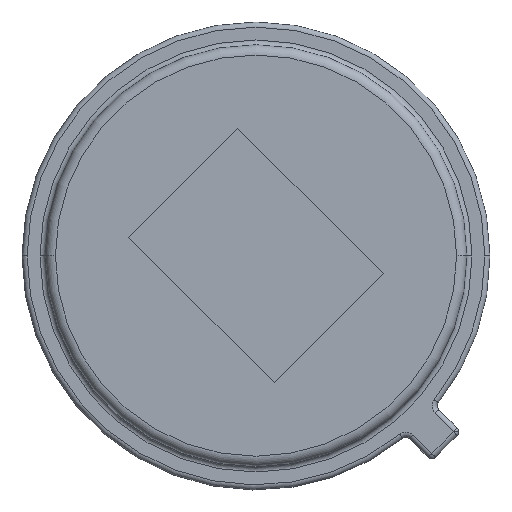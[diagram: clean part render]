
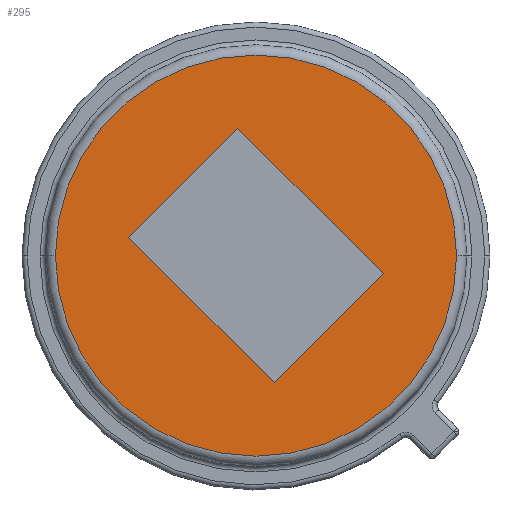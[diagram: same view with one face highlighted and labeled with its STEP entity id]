
A CAD part, top view. The second image highlights one B-rep face of the part: STEP entity #295.
In plain terms, the highlighted planar face has unit normal (0, 0, 1).
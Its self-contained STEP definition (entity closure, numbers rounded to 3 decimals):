
#106 = DIRECTION ( 'NONE',  ( 1., 0., 0. ) ) ;
#295 = ADVANCED_FACE ( 'NONE', ( #1623, #2611 ), #3132, .T. ) ;
#460 = EDGE_CURVE ( 'NONE', #2120, #1891, #798, .T. ) ;
#480 = DIRECTION ( 'NONE',  ( 1., 0., 0. ) ) ;
#567 = VECTOR ( 'NONE', #2199, 1000. ) ;
#596 = VERTEX_POINT ( 'NONE', #2645 ) ;
#598 = CARTESIAN_POINT ( 'NONE',  ( 0., 0., 4.7 ) ) ;
#636 = EDGE_CURVE ( 'NONE', #1750, #2120, #1551, .T. ) ;
#719 = CARTESIAN_POINT ( 'NONE',  ( 0.354, -2.475, 4.7 ) ) ;
#782 = EDGE_CURVE ( 'NONE', #3047, #596, #2051, .T. ) ;
#795 = VECTOR ( 'NONE', #1878, 1000. ) ;
#798 = LINE ( 'NONE', #719, #1742 ) ;
#864 = CARTESIAN_POINT ( 'NONE',  ( -0.354, 2.475, 4.7 ) ) ;
#865 = CARTESIAN_POINT ( 'NONE',  ( -2.475, 0.354, 4.7 ) ) ;
#924 = CARTESIAN_POINT ( 'NONE',  ( -2.475, 0.354, 4.7 ) ) ;
#996 = LINE ( 'NONE', #2340, #1274 ) ;
#1059 = CARTESIAN_POINT ( 'NONE',  ( 0., 0., 4.7 ) ) ;
#1149 = ORIENTED_EDGE ( 'NONE', *, *, #1841, .F. ) ;
#1179 = ORIENTED_EDGE ( 'NONE', *, *, #2635, .T. ) ;
#1189 = CARTESIAN_POINT ( 'NONE',  ( 0., 0., 4.7 ) ) ;
#1190 = ORIENTED_EDGE ( 'NONE', *, *, #460, .F. ) ;
#1274 = VECTOR ( 'NONE', #2590, 1000. ) ;
#1342 = CARTESIAN_POINT ( 'NONE',  ( 0.354, -2.475, 4.7 ) ) ;
#1355 = ORIENTED_EDGE ( 'NONE', *, *, #782, .T. ) ;
#1360 = EDGE_LOOP ( 'NONE', ( #1179, #1355 ) ) ;
#1371 = DIRECTION ( 'NONE',  ( 1., 0., 0. ) ) ;
#1481 = DIRECTION ( 'NONE',  ( 0.707, 0.707, 0. ) ) ;
#1551 = LINE ( 'NONE', #3145, #795 ) ;
#1623 = FACE_OUTER_BOUND ( 'NONE', #1360, .T. ) ;
#1719 = EDGE_CURVE ( 'NONE', #1891, #2352, #996, .T. ) ;
#1742 = VECTOR ( 'NONE', #1481, 1000. ) ;
#1750 = VERTEX_POINT ( 'NONE', #865 ) ;
#1841 = EDGE_CURVE ( 'NONE', #2352, #1750, #2060, .T. ) ;
#1878 = DIRECTION ( 'NONE',  ( 0.707, -0.707, 0. ) ) ;
#1891 = VERTEX_POINT ( 'NONE', #1943 ) ;
#1943 = CARTESIAN_POINT ( 'NONE',  ( 2.475, -0.354, 4.7 ) ) ;
#2051 = CIRCLE ( 'NONE', #3007, 3.9 ) ;
#2060 = LINE ( 'NONE', #924, #567 ) ;
#2120 = VERTEX_POINT ( 'NONE', #1342 ) ;
#2199 = DIRECTION ( 'NONE',  ( -0.707, -0.707, 0. ) ) ;
#2221 = DIRECTION ( 'NONE',  ( 0., 0., 1. ) ) ;
#2233 = ORIENTED_EDGE ( 'NONE', *, *, #1719, .F. ) ;
#2282 = ORIENTED_EDGE ( 'NONE', *, *, #636, .F. ) ;
#2340 = CARTESIAN_POINT ( 'NONE',  ( -0.354, 2.475, 4.7 ) ) ;
#2352 = VERTEX_POINT ( 'NONE', #864 ) ;
#2438 = CARTESIAN_POINT ( 'NONE',  ( -3.9, 0., 4.7 ) ) ;
#2473 = EDGE_LOOP ( 'NONE', ( #1149, #2233, #1190, #2282 ) ) ;
#2590 = DIRECTION ( 'NONE',  ( -0.707, 0.707, 0. ) ) ;
#2611 = FACE_BOUND ( 'NONE', #2473, .T. ) ;
#2635 = EDGE_CURVE ( 'NONE', #596, #3047, #2771, .T. ) ;
#2645 = CARTESIAN_POINT ( 'NONE',  ( 3.9, 0., 4.7 ) ) ;
#2771 = CIRCLE ( 'NONE', #2853, 3.9 ) ;
#2826 = DIRECTION ( 'NONE',  ( 0., 0., 1. ) ) ;
#2853 = AXIS2_PLACEMENT_3D ( 'NONE', #1189, #2221, #480 ) ;
#2880 = DIRECTION ( 'NONE',  ( 0., 0., 1. ) ) ;
#3007 = AXIS2_PLACEMENT_3D ( 'NONE', #1059, #2826, #106 ) ;
#3047 = VERTEX_POINT ( 'NONE', #2438 ) ;
#3132 = PLANE ( 'NONE',  #3242 ) ;
#3145 = CARTESIAN_POINT ( 'NONE',  ( -2.475, 0.354, 4.7 ) ) ;
#3242 = AXIS2_PLACEMENT_3D ( 'NONE', #598, #2880, #1371 ) ;
